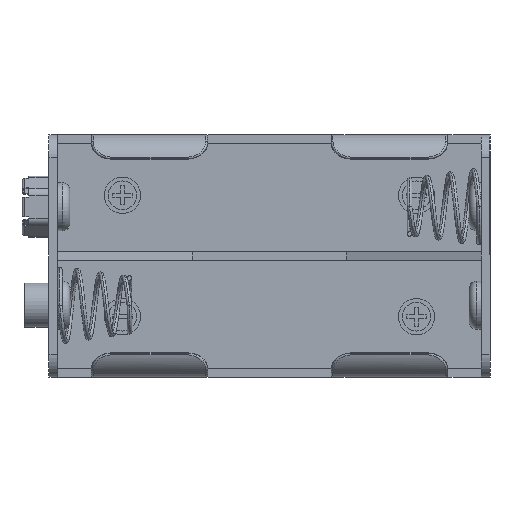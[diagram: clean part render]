
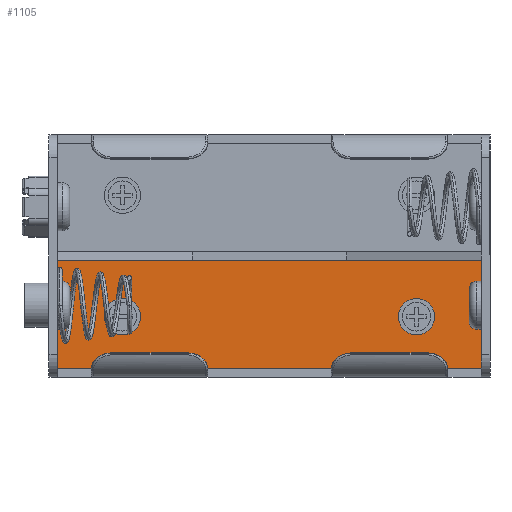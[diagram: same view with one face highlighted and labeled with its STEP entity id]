
A CAD part, front view. The second image highlights one B-rep face of the part: STEP entity #1105.
In plain terms, the highlighted planar face has unit normal (0, -1, 0).
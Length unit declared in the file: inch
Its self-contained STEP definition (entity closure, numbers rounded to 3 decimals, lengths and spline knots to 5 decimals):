
#237 = VECTOR ( 'NONE', #7983, 39.37008 ) ;
#568 = VERTEX_POINT ( 'NONE', #11298 ) ;
#721 = CARTESIAN_POINT ( 'NONE',  ( 0., -0.06102, -0.26545 ) ) ;
#1105 = ADVANCED_FACE ( 'NONE', ( #1471, #4289, #20804 ), #25433, .T. ) ;
#1471 = FACE_OUTER_BOUND ( 'NONE', #23657, .T. ) ;
#2105 = CIRCLE ( 'NONE', #5559, 0.09252 ) ;
#2416 = EDGE_CURVE ( 'NONE', #18650, #26701, #4225, .T. ) ;
#2846 = ORIENTED_EDGE ( 'NONE', *, *, #33447, .F. ) ;
#2852 = DIRECTION ( 'NONE',  ( 0., 0., 1. ) ) ;
#2872 = EDGE_CURVE ( 'NONE', #12581, #19173, #18336, .T. ) ;
#2877 = CARTESIAN_POINT ( 'NONE',  ( 0.74803, -0.06102, 0.09252 ) ) ;
#2953 = DIRECTION ( 'NONE',  ( 0., 0., 1. ) ) ;
#3179 = ORIENTED_EDGE ( 'NONE', *, *, #5656, .T. ) ;
#3257 = CARTESIAN_POINT ( 'NONE',  ( -1.07874, -0.06102, -0.26545 ) ) ;
#4225 = LINE ( 'NONE', #4402, #30837 ) ;
#4289 = FACE_BOUND ( 'NONE', #10351, .T. ) ;
#4402 = CARTESIAN_POINT ( 'NONE',  ( -1.07874, -0.06102, 0. ) ) ;
#4821 = VECTOR ( 'NONE', #15024, 39.37008 ) ;
#5247 = DIRECTION ( 'NONE',  ( 0., 1., 0. ) ) ;
#5559 = AXIS2_PLACEMENT_3D ( 'NONE', #15349, #18158, #2852 ) ;
#5656 = EDGE_CURVE ( 'NONE', #23141, #32172, #2105, .T. ) ;
#5788 = ORIENTED_EDGE ( 'NONE', *, *, #31903, .F. ) ;
#6172 = VERTEX_POINT ( 'NONE', #7118 ) ;
#7118 = CARTESIAN_POINT ( 'NONE',  ( -0.74803, -0.06102, 0.09252 ) ) ;
#7249 = CARTESIAN_POINT ( 'NONE',  ( -1.07874, -0.06102, 0. ) ) ;
#7983 = DIRECTION ( 'NONE',  ( 0., 0., -1. ) ) ;
#8061 = AXIS2_PLACEMENT_3D ( 'NONE', #23420, #5247, #23311 ) ;
#8156 = DIRECTION ( 'NONE',  ( 0., 0., 1. ) ) ;
#8273 = DIRECTION ( 'NONE',  ( 0., 1., 0. ) ) ;
#8321 = CARTESIAN_POINT ( 'NONE',  ( 1.07874, -0.06102, 0. ) ) ;
#8829 = CARTESIAN_POINT ( 'NONE',  ( -0.74803, -0.06102, -0.09252 ) ) ;
#9900 = VECTOR ( 'NONE', #21328, 39.37008 ) ;
#10351 = EDGE_LOOP ( 'NONE', ( #32370, #3179 ) ) ;
#10627 = CARTESIAN_POINT ( 'NONE',  ( -0.74803, -0.06102, 0. ) ) ;
#10744 = DIRECTION ( 'NONE',  ( 0., 0., -1. ) ) ;
#11298 = CARTESIAN_POINT ( 'NONE',  ( 1.07874, -0.06102, -0.26545 ) ) ;
#12489 = EDGE_CURVE ( 'NONE', #568, #26701, #25584, .T. ) ;
#12581 = VERTEX_POINT ( 'NONE', #20994 ) ;
#13051 = CIRCLE ( 'NONE', #20076, 0.09252 ) ;
#13096 = CARTESIAN_POINT ( 'NONE',  ( 1.07874, -0.06102, 0. ) ) ;
#13392 = EDGE_CURVE ( 'NONE', #32172, #23141, #13877, .T. ) ;
#13483 = ORIENTED_EDGE ( 'NONE', *, *, #2872, .F. ) ;
#13807 = ORIENTED_EDGE ( 'NONE', *, *, #16388, .T. ) ;
#13877 = CIRCLE ( 'NONE', #19090, 0.09252 ) ;
#15009 = VECTOR ( 'NONE', #10744, 39.37008 ) ;
#15024 = DIRECTION ( 'NONE',  ( 0., 0., -1. ) ) ;
#15349 = CARTESIAN_POINT ( 'NONE',  ( 0.74803, -0.06102, 0. ) ) ;
#15679 = DIRECTION ( 'NONE',  ( 0., 1., 0. ) ) ;
#15716 = CARTESIAN_POINT ( 'NONE',  ( -1.07874, -0.06102, 0.2438 ) ) ;
#15978 = CARTESIAN_POINT ( 'NONE',  ( 0.74803, -0.06102, -0.09252 ) ) ;
#16131 = LINE ( 'NONE', #7249, #4821 ) ;
#16388 = EDGE_CURVE ( 'NONE', #24182, #6172, #13051, .T. ) ;
#17795 = CARTESIAN_POINT ( 'NONE',  ( -1.07874, -0.06102, 0.28711 ) ) ;
#18158 = DIRECTION ( 'NONE',  ( 0., 1., 0. ) ) ;
#18336 = LINE ( 'NONE', #8321, #237 ) ;
#18650 = VERTEX_POINT ( 'NONE', #15716 ) ;
#19090 = AXIS2_PLACEMENT_3D ( 'NONE', #31166, #8273, #8156 ) ;
#19173 = VERTEX_POINT ( 'NONE', #19896 ) ;
#19242 = EDGE_CURVE ( 'NONE', #31858, #18650, #16131, .T. ) ;
#19896 = CARTESIAN_POINT ( 'NONE',  ( 1.07874, -0.06102, 0.2438 ) ) ;
#20076 = AXIS2_PLACEMENT_3D ( 'NONE', #10627, #15679, #2953 ) ;
#20804 = FACE_BOUND ( 'NONE', #27059, .T. ) ;
#20994 = CARTESIAN_POINT ( 'NONE',  ( 1.07874, -0.06102, 0.28711 ) ) ;
#21328 = DIRECTION ( 'NONE',  ( -1., 0., 0. ) ) ;
#22106 = CIRCLE ( 'NONE', #8061, 0.09252 ) ;
#22489 = EDGE_CURVE ( 'NONE', #6172, #24182, #22106, .T. ) ;
#23141 = VERTEX_POINT ( 'NONE', #2877 ) ;
#23311 = DIRECTION ( 'NONE',  ( 0., 0., 1. ) ) ;
#23420 = CARTESIAN_POINT ( 'NONE',  ( -0.74803, -0.06102, 0. ) ) ;
#23657 = EDGE_LOOP ( 'NONE', ( #30723, #32118, #27127, #2846, #13483, #5788 ) ) ;
#24182 = VERTEX_POINT ( 'NONE', #8829 ) ;
#25151 = VECTOR ( 'NONE', #30996, 39.37008 ) ;
#25433 = PLANE ( 'NONE',  #30919 ) ;
#25465 = LINE ( 'NONE', #13096, #15009 ) ;
#25584 = LINE ( 'NONE', #721, #9900 ) ;
#26701 = VERTEX_POINT ( 'NONE', #3257 ) ;
#27059 = EDGE_LOOP ( 'NONE', ( #13807, #31708 ) ) ;
#27127 = ORIENTED_EDGE ( 'NONE', *, *, #12489, .F. ) ;
#28034 = CARTESIAN_POINT ( 'NONE',  ( 0., -0.06102, 0. ) ) ;
#29633 = CARTESIAN_POINT ( 'NONE',  ( -1.07874, -0.06102, 0.28711 ) ) ;
#30644 = DIRECTION ( 'NONE',  ( 0., -1., 0. ) ) ;
#30723 = ORIENTED_EDGE ( 'NONE', *, *, #19242, .T. ) ;
#30837 = VECTOR ( 'NONE', #33066, 39.37008 ) ;
#30919 = AXIS2_PLACEMENT_3D ( 'NONE', #28034, #30644, #33262 ) ;
#30996 = DIRECTION ( 'NONE',  ( 1., 0., 0. ) ) ;
#31166 = CARTESIAN_POINT ( 'NONE',  ( 0.74803, -0.06102, 0. ) ) ;
#31708 = ORIENTED_EDGE ( 'NONE', *, *, #22489, .T. ) ;
#31858 = VERTEX_POINT ( 'NONE', #29633 ) ;
#31903 = EDGE_CURVE ( 'NONE', #31858, #12581, #33241, .T. ) ;
#32118 = ORIENTED_EDGE ( 'NONE', *, *, #2416, .T. ) ;
#32172 = VERTEX_POINT ( 'NONE', #15978 ) ;
#32370 = ORIENTED_EDGE ( 'NONE', *, *, #13392, .T. ) ;
#33066 = DIRECTION ( 'NONE',  ( 0., 0., -1. ) ) ;
#33241 = LINE ( 'NONE', #17795, #25151 ) ;
#33262 = DIRECTION ( 'NONE',  ( 0., 0., 1. ) ) ;
#33447 = EDGE_CURVE ( 'NONE', #19173, #568, #25465, .T. ) ;
